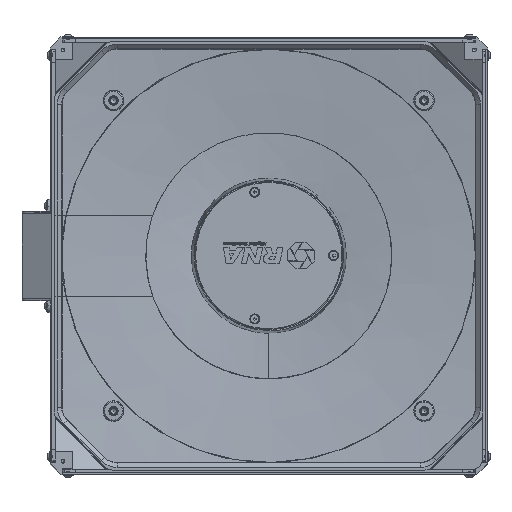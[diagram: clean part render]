
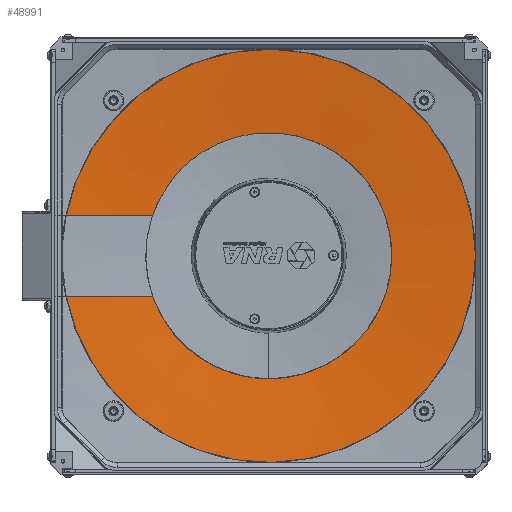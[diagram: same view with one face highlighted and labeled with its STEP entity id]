
A CAD part, top view. The second image highlights one B-rep face of the part: STEP entity #48991.
In plain terms, the highlighted conical face has half-angle 84 degrees and reference radius 184 mm.
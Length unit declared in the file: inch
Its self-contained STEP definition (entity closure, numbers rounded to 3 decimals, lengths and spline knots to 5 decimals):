
#1024=(
BOUNDED_CURVE()
B_SPLINE_CURVE(2,(#73952,#73953,#73954),.UNSPECIFIED.,.F.,.F.)
B_SPLINE_CURVE_WITH_KNOTS((3,3),(0.,9.61255),.UNSPECIFIED.)
CURVE()
GEOMETRIC_REPRESENTATION_ITEM()
RATIONAL_B_SPLINE_CURVE((1.,1.036,1.))
REPRESENTATION_ITEM('')
);
#1027=(
BOUNDED_CURVE()
B_SPLINE_CURVE(2,(#74050,#74051,#74052),.UNSPECIFIED.,.F.,.F.)
B_SPLINE_CURVE_WITH_KNOTS((3,3),(0.,9.61255),.UNSPECIFIED.)
CURVE()
GEOMETRIC_REPRESENTATION_ITEM()
RATIONAL_B_SPLINE_CURVE((1.,1.036,1.))
REPRESENTATION_ITEM('')
);
#3081=CONICAL_SURFACE('',#52286,7.24409,1.466);
#3690=FACE_OUTER_BOUND('',#6446,.T.);
#6446=EDGE_LOOP('',(#33507,#33508,#33509,#33510,#33511));
#17015=CIRCLE('',#52285,8.99812);
#17016=CIRCLE('',#52287,5.35827);
#17017=CIRCLE('',#52288,5.35827);
#19732=VERTEX_POINT('',#73949);
#19733=VERTEX_POINT('',#73951);
#19748=VERTEX_POINT('',#74038);
#19749=VERTEX_POINT('',#74049);
#20009=VERTEX_POINT('',#75847);
#24760=EDGE_CURVE('',#19733,#19732,#1024,.T.);
#24779=EDGE_CURVE('',#19749,#19748,#1027,.T.);
#25166=EDGE_CURVE('',#19733,#19748,#17015,.T.);
#25167=EDGE_CURVE('',#19732,#20009,#17016,.T.);
#25168=EDGE_CURVE('',#20009,#19749,#17017,.T.);
#33507=ORIENTED_EDGE('',*,*,#24779,.T.);
#33508=ORIENTED_EDGE('',*,*,#25166,.F.);
#33509=ORIENTED_EDGE('',*,*,#24760,.T.);
#33510=ORIENTED_EDGE('',*,*,#25167,.T.);
#33511=ORIENTED_EDGE('',*,*,#25168,.T.);
#48991=ADVANCED_FACE('',(#3690),#3081,.F.);
#52285=AXIS2_PLACEMENT_3D('',#75845,#59009,#59010);
#52286=AXIS2_PLACEMENT_3D('',#75846,#59011,#59012);
#52287=AXIS2_PLACEMENT_3D('',#75848,#59013,#59014);
#52288=AXIS2_PLACEMENT_3D('',#75849,#59015,#59016);
#59009=DIRECTION('center_axis',(0.,0.,
-1.));
#59010=DIRECTION('ref_axis',(1.,0.,0.));
#59011=DIRECTION('center_axis',(0.,0.,
1.));
#59012=DIRECTION('ref_axis',(1.,0.,0.));
#59013=DIRECTION('center_axis',(0.,0.,
-1.));
#59014=DIRECTION('ref_axis',(0.,1.,0.));
#59015=DIRECTION('center_axis',(0.,0.,
-1.));
#59016=DIRECTION('ref_axis',(0.,1.,0.));
#73949=CARTESIAN_POINT('',(-5.0569,1.77165,9.40561));
#73951=CARTESIAN_POINT('',(-8.82198,1.77165,9.78817));
#73952=CARTESIAN_POINT('Ctrl Pts',(-8.82198,1.77165,9.78817));
#73953=CARTESIAN_POINT('Ctrl Pts',(-6.46215,1.77165,9.545));
#73954=CARTESIAN_POINT('Ctrl Pts',(-5.0569,1.77165,9.40561));
#74038=CARTESIAN_POINT('',(-8.82198,-1.77165,9.78817));
#74049=CARTESIAN_POINT('',(-5.0569,-1.77165,9.40561));
#74050=CARTESIAN_POINT('Ctrl Pts',(-5.0569,-1.77165,
9.40561));
#74051=CARTESIAN_POINT('Ctrl Pts',(-6.46215,-1.77165,
9.545));
#74052=CARTESIAN_POINT('Ctrl Pts',(-8.82198,-1.77165,
9.78817));
#75845=CARTESIAN_POINT('Origin',(0.,0.,
9.78817));
#75846=CARTESIAN_POINT('Origin',(0.,0.,
9.60382));
#75847=CARTESIAN_POINT('',(0.,-5.35827,9.40561));
#75848=CARTESIAN_POINT('Origin',(0.,0.,
9.40561));
#75849=CARTESIAN_POINT('Origin',(0.,0.,
9.40561));
